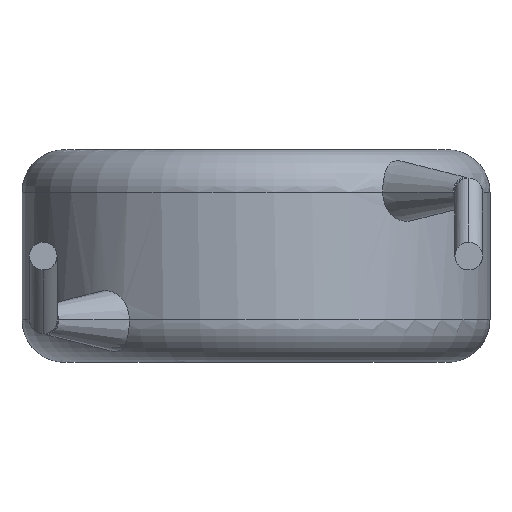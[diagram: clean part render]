
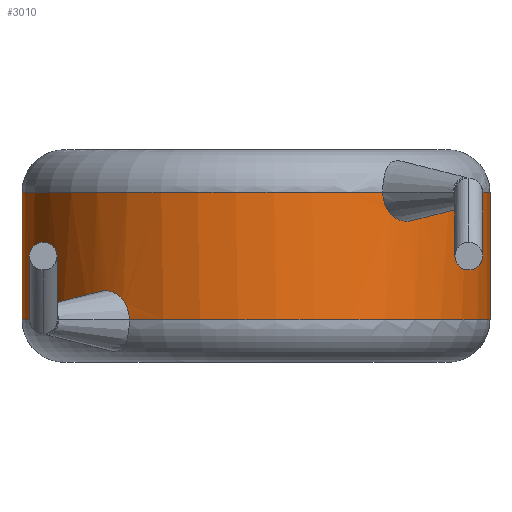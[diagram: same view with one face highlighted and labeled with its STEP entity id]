
A CAD part, front view. The second image highlights one B-rep face of the part: STEP entity #3010.
In plain terms, the highlighted cylindrical face has radius 5.5 mm (diameter 11 mm), a partial arc.
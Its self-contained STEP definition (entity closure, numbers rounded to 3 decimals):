
#15 = CARTESIAN_POINT ( 'NONE',  ( 2.993, -4.615, 3.819 ) ) ;
#34 = VERTEX_POINT ( 'NONE', #3969 ) ;
#51 = CIRCLE ( 'NONE', #1478, 5.5 ) ;
#81 = CARTESIAN_POINT ( 'NONE',  ( 3.606, -4.154, 3.313 ) ) ;
#145 = DIRECTION ( 'NONE',  ( 1., 0., 0. ) ) ;
#178 = CIRCLE ( 'NONE', #2600, 5.5 ) ;
#180 = CARTESIAN_POINT ( 'NONE',  ( 5.5, 0., 4. ) ) ;
#219 = ORIENTED_EDGE ( 'NONE', *, *, #3706, .F. ) ;
#270 = DIRECTION ( 'NONE',  ( 0., 0., -1. ) ) ;
#327 = VERTEX_POINT ( 'NONE', #1821 ) ;
#532 = ORIENTED_EDGE ( 'NONE', *, *, #2089, .T. ) ;
#625 = CARTESIAN_POINT ( 'NONE',  ( 4.04, -3.732, 4. ) ) ;
#635 = CARTESIAN_POINT ( 'NONE',  ( -3.797, -3.98, 1.601 ) ) ;
#666 = CARTESIAN_POINT ( 'NONE',  ( 2.977, -4.625, 3.909 ) ) ;
#680 = CARTESIAN_POINT ( 'NONE',  ( 3.398, -4.328, 3.313 ) ) ;
#748 = EDGE_CURVE ( 'NONE', #1601, #327, #2109, .T. ) ;
#760 = DIRECTION ( 'NONE',  ( 0., 0., 1. ) ) ;
#767 = CARTESIAN_POINT ( 'NONE',  ( 4.04, -3.732, 4. ) ) ;
#932 = CARTESIAN_POINT ( 'NONE',  ( -3.253, -4.436, 1.614 ) ) ;
#945 = CARTESIAN_POINT ( 'NONE',  ( -3.606, -4.154, 1.687 ) ) ;
#974 = CARTESIAN_POINT ( 'NONE',  ( -4.04, -3.732, 1. ) ) ;
#975 = CARTESIAN_POINT ( 'NONE',  ( 5.5, 0., 5. ) ) ;
#977 = CARTESIAN_POINT ( 'NONE',  ( 0., 0., 5. ) ) ;
#982 = CARTESIAN_POINT ( 'NONE',  ( 2.977, -4.625, 4. ) ) ;
#1034 = LINE ( 'NONE', #975, #2483 ) ;
#1083 = AXIS2_PLACEMENT_3D ( 'NONE', #2241, #1595, #3279 ) ;
#1235 = ORIENTED_EDGE ( 'NONE', *, *, #1493, .T. ) ;
#1242 = AXIS2_PLACEMENT_3D ( 'NONE', #2062, #760, #1704 ) ;
#1251 = CARTESIAN_POINT ( 'NONE',  ( -3.99, -3.788, 1.36 ) ) ;
#1301 = LINE ( 'NONE', #3264, #1606 ) ;
#1369 = DIRECTION ( 'NONE',  ( 1., 0., 0. ) ) ;
#1394 = CARTESIAN_POINT ( 'NONE',  ( 3.797, -3.98, 3.399 ) ) ;
#1465 = VERTEX_POINT ( 'NONE', #625 ) ;
#1478 = AXIS2_PLACEMENT_3D ( 'NONE', #2867, #4072, #145 ) ;
#1493 = EDGE_CURVE ( 'NONE', #327, #2839, #1301, .T. ) ;
#1544 = EDGE_CURVE ( 'NONE', #3846, #2961, #1034, .T. ) ;
#1595 = DIRECTION ( 'NONE',  ( 0., 0., -1. ) ) ;
#1601 = VERTEX_POINT ( 'NONE', #2701 ) ;
#1606 = VECTOR ( 'NONE', #2309, 1000. ) ;
#1704 = DIRECTION ( 'NONE',  ( 1., 0., 0. ) ) ;
#1821 = CARTESIAN_POINT ( 'NONE',  ( -5.5, 0., 4. ) ) ;
#1837 = CARTESIAN_POINT ( 'NONE',  ( -3.052, -4.576, 1.348 ) ) ;
#1857 = CARTESIAN_POINT ( 'NONE',  ( 5.5, 0., 1. ) ) ;
#1903 = ORIENTED_EDGE ( 'NONE', *, *, #748, .T. ) ;
#1944 = CARTESIAN_POINT ( 'NONE',  ( -4.04, -3.732, 1.183 ) ) ;
#1958 = CARTESIAN_POINT ( 'NONE',  ( -3.398, -4.328, 1.687 ) ) ;
#2049 = CARTESIAN_POINT ( 'NONE',  ( -2.977, -4.625, 1. ) ) ;
#2062 = CARTESIAN_POINT ( 'NONE',  ( 0., 0., 1. ) ) ;
#2089 = EDGE_CURVE ( 'NONE', #4123, #2961, #2352, .T. ) ;
#2109 = CIRCLE ( 'NONE', #1083, 5.5 ) ;
#2120 = CYLINDRICAL_SURFACE ( 'NONE', #3560, 5.5 ) ;
#2186 = CARTESIAN_POINT ( 'NONE',  ( -3.095, -4.547, 1.424 ) ) ;
#2241 = CARTESIAN_POINT ( 'NONE',  ( 0., 0., 4. ) ) ;
#2309 = DIRECTION ( 'NONE',  ( 0., 0., -1. ) ) ;
#2315 = CARTESIAN_POINT ( 'NONE',  ( 3.052, -4.576, 3.652 ) ) ;
#2352 = CIRCLE ( 'NONE', #1242, 5.5 ) ;
#2424 = CARTESIAN_POINT ( 'NONE',  ( 3.99, -3.788, 3.64 ) ) ;
#2483 = VECTOR ( 'NONE', #3919, 1000. ) ;
#2600 = AXIS2_PLACEMENT_3D ( 'NONE', #3070, #3702, #1369 ) ;
#2676 = EDGE_CURVE ( 'NONE', #1601, #1465, #3588, .T. ) ;
#2701 = CARTESIAN_POINT ( 'NONE',  ( 2.977, -4.625, 4. ) ) ;
#2727 = CARTESIAN_POINT ( 'NONE',  ( 3.673, -4.094, 3.33 ) ) ;
#2804 = ORIENTED_EDGE ( 'NONE', *, *, #2676, .F. ) ;
#2832 = CARTESIAN_POINT ( 'NONE',  ( -2.977, -4.625, 1. ) ) ;
#2839 = VERTEX_POINT ( 'NONE', #3019 ) ;
#2867 = CARTESIAN_POINT ( 'NONE',  ( 0., 0., 4. ) ) ;
#2961 = VERTEX_POINT ( 'NONE', #1857 ) ;
#2965 = CARTESIAN_POINT ( 'NONE',  ( 3.095, -4.547, 3.576 ) ) ;
#3010 = ADVANCED_FACE ( 'NONE', ( #3610 ), #2120, .T. ) ;
#3019 = CARTESIAN_POINT ( 'NONE',  ( -5.5, 0., 1. ) ) ;
#3070 = CARTESIAN_POINT ( 'NONE',  ( 0., 0., 1. ) ) ;
#3167 = CARTESIAN_POINT ( 'NONE',  ( -2.977, -4.625, 1.091 ) ) ;
#3264 = CARTESIAN_POINT ( 'NONE',  ( -5.5, 0., 5. ) ) ;
#3279 = DIRECTION ( 'NONE',  ( 1., 0., 0. ) ) ;
#3299 = CARTESIAN_POINT ( 'NONE',  ( 3.253, -4.436, 3.386 ) ) ;
#3334 = EDGE_CURVE ( 'NONE', #2839, #34, #178, .T. ) ;
#3375 = ORIENTED_EDGE ( 'NONE', *, *, #4207, .T. ) ;
#3377 = CARTESIAN_POINT ( 'NONE',  ( 4.04, -3.732, 3.817 ) ) ;
#3455 = ORIENTED_EDGE ( 'NONE', *, *, #1544, .F. ) ;
#3560 = AXIS2_PLACEMENT_3D ( 'NONE', #977, #270, #3881 ) ;
#3579 = CARTESIAN_POINT ( 'NONE',  ( -3.673, -4.094, 1.67 ) ) ;
#3588 = B_SPLINE_CURVE_WITH_KNOTS ( 'NONE', 3,
 ( #982, #666, #15, #2315, #2965, #3299, #680, #81, #2727, #1394, #3718, #2424, #3377, #767 ),
 .UNSPECIFIED., .F., .F.,
 ( 4, 2, 2, 2, 2, 2, 4 ),
 ( 0., 0., 0.001, 0.001, 0.001, 0.002, 0.002 ),
 .UNSPECIFIED. ) ;
#3610 = FACE_OUTER_BOUND ( 'NONE', #3677, .T. ) ;
#3677 = EDGE_LOOP ( 'NONE', ( #3455, #3375, #2804, #1903, #1235, #3774, #219, #532 ) ) ;
#3702 = DIRECTION ( 'NONE',  ( 0., 0., 1. ) ) ;
#3706 = EDGE_CURVE ( 'NONE', #4123, #34, #3885, .T. ) ;
#3718 = CARTESIAN_POINT ( 'NONE',  ( 3.852, -3.927, 3.449 ) ) ;
#3774 = ORIENTED_EDGE ( 'NONE', *, *, #3334, .T. ) ;
#3808 = CARTESIAN_POINT ( 'NONE',  ( -2.993, -4.615, 1.181 ) ) ;
#3846 = VERTEX_POINT ( 'NONE', #180 ) ;
#3881 = DIRECTION ( 'NONE',  ( -1., 0., 0. ) ) ;
#3885 = B_SPLINE_CURVE_WITH_KNOTS ( 'NONE', 3,
 ( #2832, #3167, #3808, #1837, #2186, #932, #1958, #945, #3579, #635, #4206, #1251, #1944, #974 ),
 .UNSPECIFIED., .F., .F.,
 ( 4, 2, 2, 2, 2, 2, 4 ),
 ( 0., 0., 0.001, 0.001, 0.001, 0.002, 0.002 ),
 .UNSPECIFIED. ) ;
#3919 = DIRECTION ( 'NONE',  ( 0., 0., -1. ) ) ;
#3969 = CARTESIAN_POINT ( 'NONE',  ( -4.04, -3.732, 1. ) ) ;
#4072 = DIRECTION ( 'NONE',  ( 0., 0., -1. ) ) ;
#4123 = VERTEX_POINT ( 'NONE', #2049 ) ;
#4206 = CARTESIAN_POINT ( 'NONE',  ( -3.852, -3.927, 1.551 ) ) ;
#4207 = EDGE_CURVE ( 'NONE', #3846, #1465, #51, .T. ) ;
